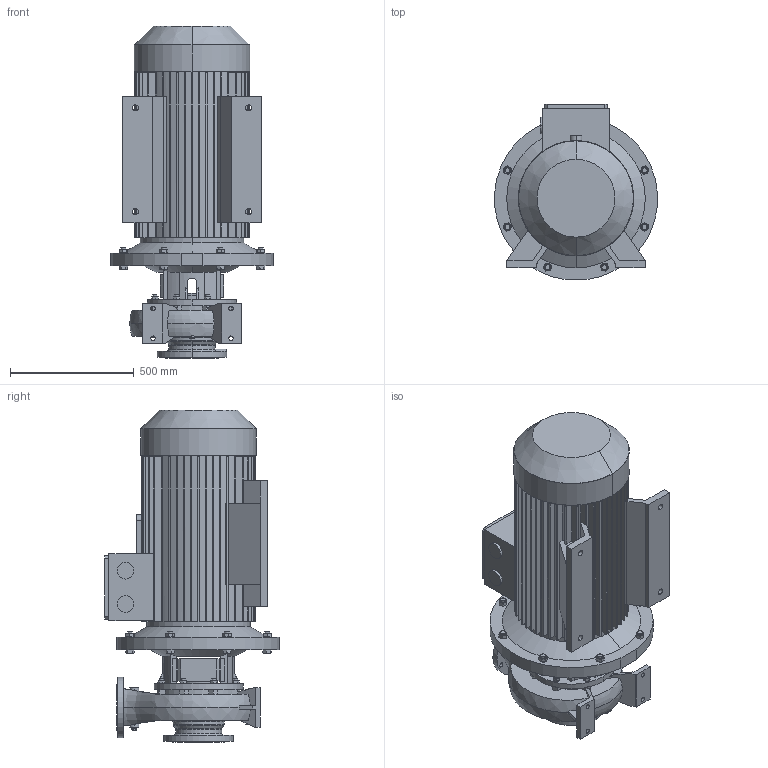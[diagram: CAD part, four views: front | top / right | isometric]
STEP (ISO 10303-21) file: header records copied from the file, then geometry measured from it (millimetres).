
FILE_DESCRIPTION (( 'STEP AP214' ), '1' );
FILE_NAME ('ﾌﾓ-311-200-ﾌ3-311-223-02-24.step', '2025-04-07T08:19:35', ( 'adb' ), ( '' ), 'SwSTEP 2.0', 'SolidWorks 2016', '' );
FILE_SCHEMA (( 'AUTOMOTIVE_DESIGN' ));
Length unit declared in the file: millimetre
Products named in the file (1): ﾌﾓ-311-200-ﾌ3-311-223-02-24
Bounding box: 658.5 x 707 x 1342 mm (x, y, z)
Volume: 192135063.2 mm3; surface area: 6218728 mm2
Topology: 7 solids, 22 shells, 1187 faces, 3127 edges, 2049 vertices
Faces by surface type: plane 658, cylinder 396, cone 102, bspline 24, torus 7
Entity records: 60189 total; most frequent: CARTESIAN_POINT 17652, ORIENTED_EDGE 6250, DIRECTION 5932, EDGE_CURVE 3125, AXIS2_PLACEMENT_3D 2140, VERTEX_POINT 2049, VECTOR 1652, LINE 1652
